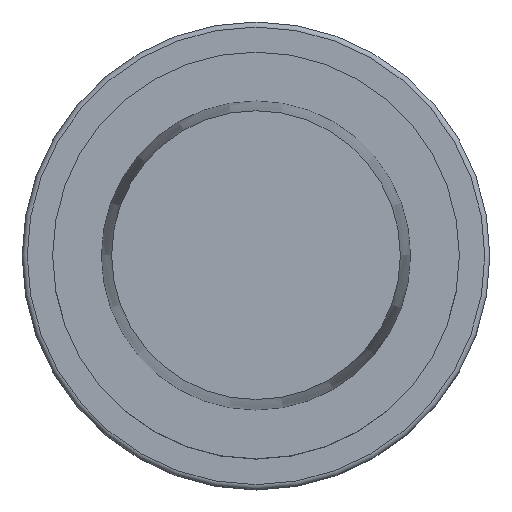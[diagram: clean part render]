
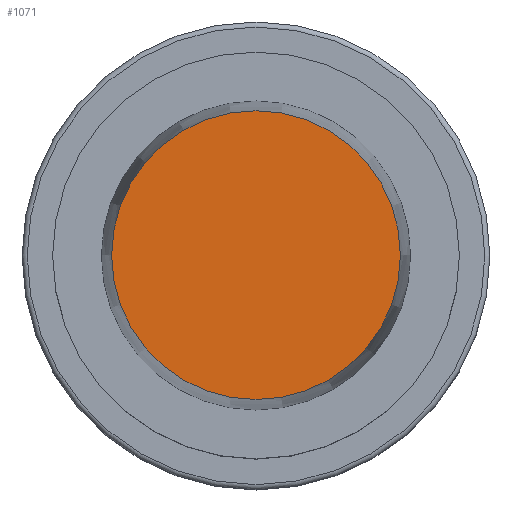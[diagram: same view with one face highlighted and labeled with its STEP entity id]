
A CAD part, top view. The second image highlights one B-rep face of the part: STEP entity #1071.
In plain terms, the highlighted planar face has unit normal (0, 0, 1).
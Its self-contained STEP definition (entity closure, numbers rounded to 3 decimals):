
#724=FACE_OUTER_BOUND('',#1629,.T.);
#871=PLANE('',#3807);
#1071=ADVANCED_FACE('CU_CO_N1_SU_3',(#724),#871,.F.);
#1629=EDGE_LOOP('',(#2239));
#2239=ORIENTED_EDGE('',*,*,#3180,.F.);
#2817=VERTEX_POINT('',#5667);
#3180=EDGE_CURVE('',#2817,#2817,#3474,.T.);
#3474=CIRCLE('',#3806,28.397);
#3806=AXIS2_PLACEMENT_3D('',#5666,#4550,#4551);
#3807=AXIS2_PLACEMENT_3D('',#5668,#4552,#4553);
#4550=DIRECTION('',(0.,0.,-1.));
#4551=DIRECTION('',(-1.,0.,0.));
#4552=DIRECTION('',(0.,0.,-1.));
#4553=DIRECTION('',(-1.,0.,0.));
#5666=CARTESIAN_POINT('',(0.,0.,40.));
#5667=CARTESIAN_POINT('',(-28.397,0.,40.));
#5668=CARTESIAN_POINT('',(0.,0.,40.));
